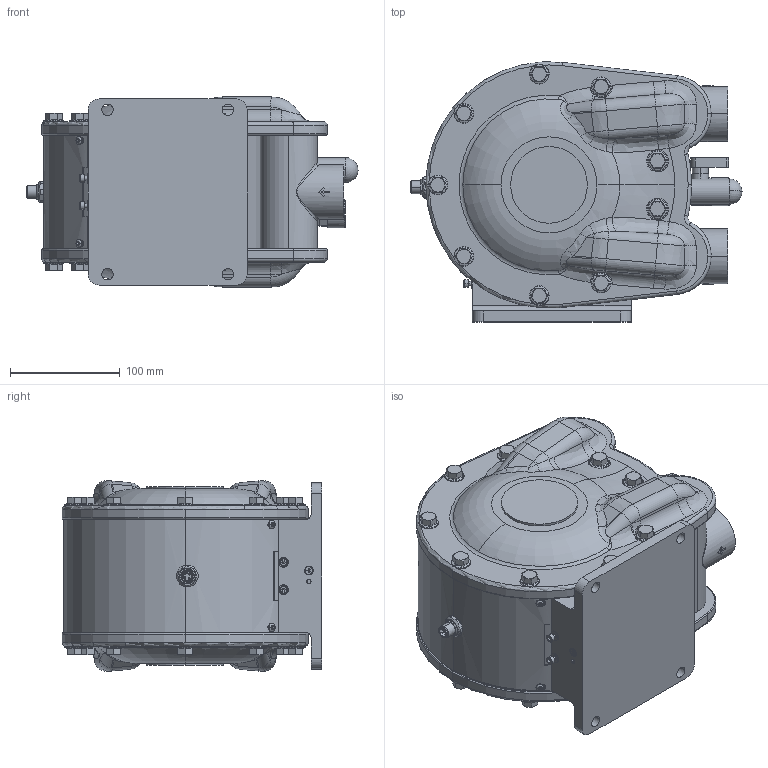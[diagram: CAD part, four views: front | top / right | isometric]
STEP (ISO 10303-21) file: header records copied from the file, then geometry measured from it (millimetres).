
FILE_DESCRIPTION (( 'STEP AP214' ), '1' );
FILE_NAME ('53507704-Dummy- 53507704-Dummy~0.step', '2021-05-25T12:16:27', ( '' ), ( '' ), 'SwSTEP 2.0', 'SolidWorks 2020', '' );
FILE_SCHEMA (( 'AUTOMOTIVE_DESIGN' ));
Length unit declared in the file: millimetre
Products named in the file (1): 53507704-Dummy- 53507704-Dummy~0
Bounding box: 303.07 x 237.34 x 173.46 mm (x, y, z)
Volume: 6905603.9 mm3; surface area: 367329.6 mm2
Topology: 1 solids, 20 shells, 1535 faces, 3724 edges, 2297 vertices
Faces by surface type: plane 605, cylinder 360, bspline 222, cone 207, torus 137, sphere 4
Entity records: 61222 total; most frequent: CARTESIAN_POINT 20979, ORIENTED_EDGE 7424, DIRECTION 6627, EDGE_CURVE 3712, AXIS2_PLACEMENT_3D 2605, VERTEX_POINT 2297, EDGE_LOOP 1717, FACE_OUTER_BOUND 1535
